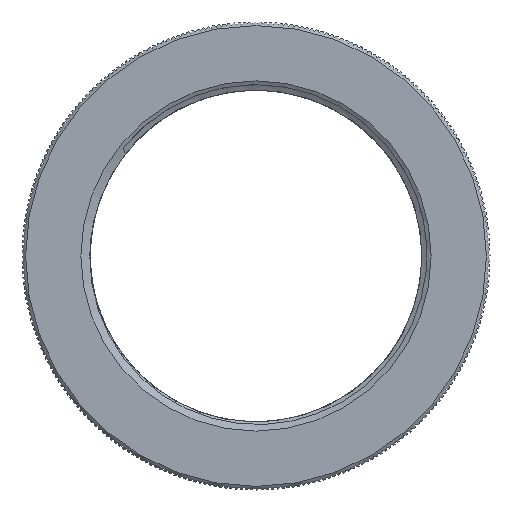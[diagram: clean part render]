
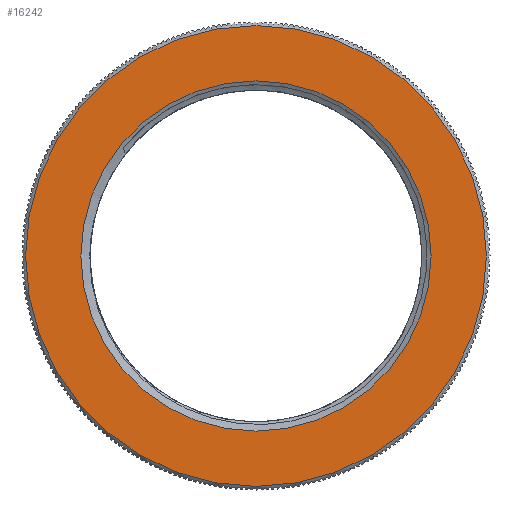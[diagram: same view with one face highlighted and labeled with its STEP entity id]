
A CAD part, left-side view. The second image highlights one B-rep face of the part: STEP entity #16242.
In plain terms, the highlighted planar face has unit normal (-1, 0, 0).
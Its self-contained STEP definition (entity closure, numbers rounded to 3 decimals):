
#3668=PLANE('',#17687);
#3679=FACE_BOUND('',#5412,.T.);
#4540=FACE_OUTER_BOUND('',#5411,.T.);
#5411=EDGE_LOOP('',(#14533));
#5412=EDGE_LOOP('',(#14534));
#5418=CIRCLE('',#16256,24.021);
#5990=CIRCLE('',#17677,31.6);
#6013=VERTEX_POINT('',#21439);
#7709=VERTEX_POINT('',#30907);
#7718=EDGE_CURVE('',#6013,#6013,#5418,.T.);
#10263=EDGE_CURVE('',#7709,#7709,#5990,.T.);
#14533=ORIENTED_EDGE('',*,*,#10263,.F.);
#14534=ORIENTED_EDGE('',*,*,#7718,.T.);
#16242=ADVANCED_FACE('',(#4540,#3679),#3668,.T.);
#16256=AXIS2_PLACEMENT_3D('',#21440,#17699,#17700);
#17677=AXIS2_PLACEMENT_3D('',#30908,#21381,#21382);
#17687=AXIS2_PLACEMENT_3D('',#30922,#21401,#21402);
#17699=DIRECTION('center_axis',(1.,0.,0.));
#17700=DIRECTION('ref_axis',(0.,1.,0.));
#21381=DIRECTION('center_axis',(1.,0.,0.));
#21382=DIRECTION('ref_axis',(0.,0.,-1.));
#21401=DIRECTION('center_axis',(-1.,0.,0.));
#21402=DIRECTION('ref_axis',(0.,0.,1.));
#21439=CARTESIAN_POINT('',(-14.,24.021,0.));
#21440=CARTESIAN_POINT('Origin',(-14.,0.,0.));
#30907=CARTESIAN_POINT('',(-14.,31.6,0.));
#30908=CARTESIAN_POINT('Origin',(-14.,0.,0.));
#30922=CARTESIAN_POINT('Origin',(-14.,31.6,0.));
